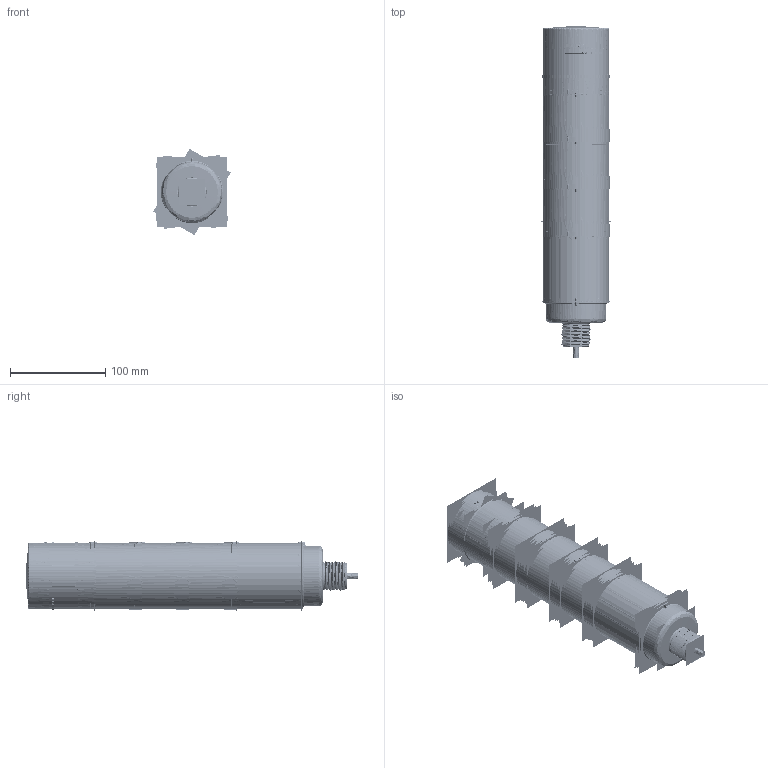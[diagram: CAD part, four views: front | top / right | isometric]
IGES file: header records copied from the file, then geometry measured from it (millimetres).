
Start section:  PTC IGES file: 191428.igs
Global section: file name: 191428.igs; native system: Creo Parametric by Parametric Technology Corporation; preprocessor: 2013230; author: pdmadmin; organization: Unknown; date: 20160225.123713; units: millimetre
Bounding box: 81.17 x 348.41 x 90.7 mm (x, y, z)
Volume: 312156.9 mm3; surface area: 1705188.7 mm2
Topology: 13 solids, 17 shells, 7046 faces, 34857 edges, 43546 vertices
Faces by surface type: revolution 3540, bspline 3462, extrusion 44
